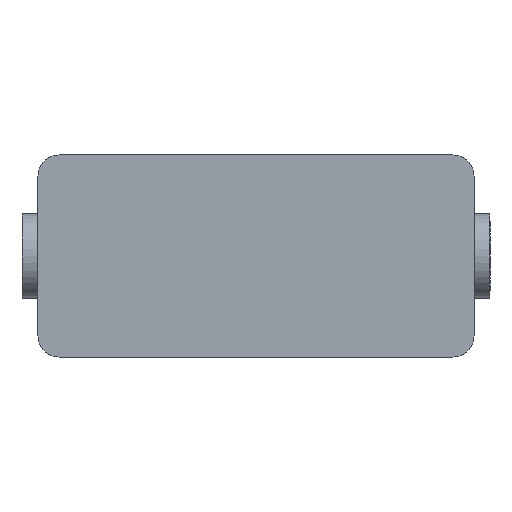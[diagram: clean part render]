
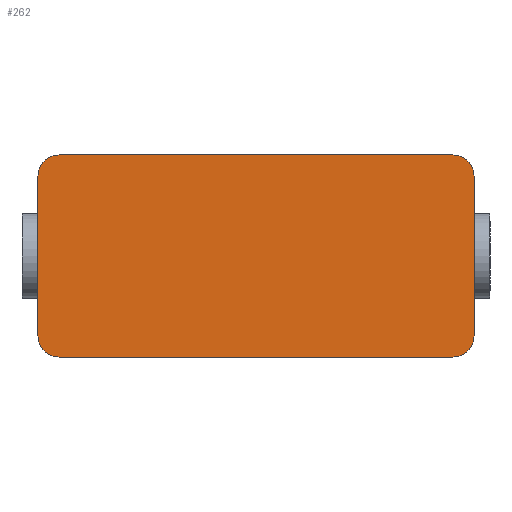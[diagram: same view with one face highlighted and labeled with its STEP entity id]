
A CAD part, front view. The second image highlights one B-rep face of the part: STEP entity #262.
In plain terms, the highlighted planar face has unit normal (0, -1, 0).
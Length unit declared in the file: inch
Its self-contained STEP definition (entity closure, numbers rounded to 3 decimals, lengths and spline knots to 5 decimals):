
#8 = EDGE_CURVE ( 'NONE', #2365, #1229, #581, .T. ) ;
#9 = CARTESIAN_POINT ( 'NONE',  ( -2.5625, 0., 1.1875 ) ) ;
#19 = CARTESIAN_POINT ( 'NONE',  ( -2.5625, 0., -1.1875 ) ) ;
#130 = ORIENTED_EDGE ( 'NONE', *, *, #1473, .T. ) ;
#171 = EDGE_CURVE ( 'NONE', #2945, #1229, #1160, .T. ) ;
#190 = VERTEX_POINT ( 'NONE', #522 ) ;
#193 = CARTESIAN_POINT ( 'NONE',  ( 2.5625, 0., 1.1875 ) ) ;
#262 = ADVANCED_FACE ( 'NONE', ( #3056 ), #2050, .T. ) ;
#348 = VERTEX_POINT ( 'NONE', #2771 ) ;
#383 = DIRECTION ( 'NONE',  ( 0., -1., 0. ) ) ;
#439 = ORIENTED_EDGE ( 'NONE', *, *, #8, .F. ) ;
#460 = EDGE_CURVE ( 'NONE', #2945, #1290, #1809, .T. ) ;
#470 = AXIS2_PLACEMENT_3D ( 'NONE', #1075, #2895, #1340 ) ;
#522 = CARTESIAN_POINT ( 'NONE',  ( -2.5625, 0., 0.9375 ) ) ;
#581 = LINE ( 'NONE', #1020, #3265 ) ;
#620 = CARTESIAN_POINT ( 'NONE',  ( -2.3125, 0., -0.9375 ) ) ;
#658 = VERTEX_POINT ( 'NONE', #3242 ) ;
#671 = EDGE_CURVE ( 'NONE', #2365, #190, #2533, .T. ) ;
#716 = DIRECTION ( 'NONE',  ( 0., 0., -1. ) ) ;
#740 = DIRECTION ( 'NONE',  ( 0., 0., -1. ) ) ;
#772 = DIRECTION ( 'NONE',  ( 0., 0., 1. ) ) ;
#810 = DIRECTION ( 'NONE',  ( -1., 0., 0. ) ) ;
#882 = DIRECTION ( 'NONE',  ( 0., 0., -1. ) ) ;
#1010 = VECTOR ( 'NONE', #810, 39.37008 ) ;
#1020 = CARTESIAN_POINT ( 'NONE',  ( -2.5625, 0., 1.1875 ) ) ;
#1049 = CIRCLE ( 'NONE', #470, 0.25 ) ;
#1075 = CARTESIAN_POINT ( 'NONE',  ( 2.3125, 0., -0.9375 ) ) ;
#1082 = CARTESIAN_POINT ( 'NONE',  ( 2.5625, 0., -0.9375 ) ) ;
#1160 = CIRCLE ( 'NONE', #1374, 0.25 ) ;
#1229 = VERTEX_POINT ( 'NONE', #2210 ) ;
#1267 = EDGE_CURVE ( 'NONE', #1693, #658, #2492, .T. ) ;
#1290 = VERTEX_POINT ( 'NONE', #1082 ) ;
#1340 = DIRECTION ( 'NONE',  ( 0., 0., -1. ) ) ;
#1354 = CARTESIAN_POINT ( 'NONE',  ( 2.3125, 0., 0.9375 ) ) ;
#1374 = AXIS2_PLACEMENT_3D ( 'NONE', #1354, #3171, #2630 ) ;
#1398 = AXIS2_PLACEMENT_3D ( 'NONE', #620, #2456, #882 ) ;
#1473 = EDGE_CURVE ( 'NONE', #1693, #1290, #1049, .T. ) ;
#1674 = LINE ( 'NONE', #9, #2958 ) ;
#1693 = VERTEX_POINT ( 'NONE', #2529 ) ;
#1749 = CARTESIAN_POINT ( 'NONE',  ( -2.5625, 0., -1.1875 ) ) ;
#1790 = CIRCLE ( 'NONE', #1398, 0.25 ) ;
#1809 = LINE ( 'NONE', #193, #2426 ) ;
#1971 = CARTESIAN_POINT ( 'NONE',  ( -2.3125, 0., 0.9375 ) ) ;
#1981 = AXIS2_PLACEMENT_3D ( 'NONE', #1971, #383, #2229 ) ;
#2050 = PLANE ( 'NONE',  #2761 ) ;
#2171 = EDGE_CURVE ( 'NONE', #348, #190, #1674, .T. ) ;
#2210 = CARTESIAN_POINT ( 'NONE',  ( 2.3125, 0., 1.1875 ) ) ;
#2229 = DIRECTION ( 'NONE',  ( 0., 0., -1. ) ) ;
#2287 = ORIENTED_EDGE ( 'NONE', *, *, #2171, .F. ) ;
#2298 = ORIENTED_EDGE ( 'NONE', *, *, #1267, .F. ) ;
#2329 = DIRECTION ( 'NONE',  ( 1., 0., 0. ) ) ;
#2365 = VERTEX_POINT ( 'NONE', #3204 ) ;
#2426 = VECTOR ( 'NONE', #740, 39.37008 ) ;
#2428 = EDGE_CURVE ( 'NONE', #348, #658, #1790, .T. ) ;
#2456 = DIRECTION ( 'NONE',  ( 0., -1., 0. ) ) ;
#2492 = LINE ( 'NONE', #19, #1010 ) ;
#2529 = CARTESIAN_POINT ( 'NONE',  ( 2.3125, 0., -1.1875 ) ) ;
#2533 = CIRCLE ( 'NONE', #1981, 0.25 ) ;
#2630 = DIRECTION ( 'NONE',  ( 0., 0., -1. ) ) ;
#2656 = ORIENTED_EDGE ( 'NONE', *, *, #460, .F. ) ;
#2761 = AXIS2_PLACEMENT_3D ( 'NONE', #1749, #3322, #716 ) ;
#2771 = CARTESIAN_POINT ( 'NONE',  ( -2.5625, 0., -0.9375 ) ) ;
#2854 = ORIENTED_EDGE ( 'NONE', *, *, #2428, .T. ) ;
#2895 = DIRECTION ( 'NONE',  ( 0., -1., 0. ) ) ;
#2945 = VERTEX_POINT ( 'NONE', #3331 ) ;
#2947 = ORIENTED_EDGE ( 'NONE', *, *, #171, .T. ) ;
#2958 = VECTOR ( 'NONE', #772, 39.37008 ) ;
#3019 = ORIENTED_EDGE ( 'NONE', *, *, #671, .T. ) ;
#3056 = FACE_OUTER_BOUND ( 'NONE', #3164, .T. ) ;
#3164 = EDGE_LOOP ( 'NONE', ( #439, #3019, #2287, #2854, #2298, #130, #2656, #2947 ) ) ;
#3171 = DIRECTION ( 'NONE',  ( 0., -1., 0. ) ) ;
#3204 = CARTESIAN_POINT ( 'NONE',  ( -2.3125, 0., 1.1875 ) ) ;
#3242 = CARTESIAN_POINT ( 'NONE',  ( -2.3125, 0., -1.1875 ) ) ;
#3265 = VECTOR ( 'NONE', #2329, 39.37008 ) ;
#3322 = DIRECTION ( 'NONE',  ( 0., -1., 0. ) ) ;
#3331 = CARTESIAN_POINT ( 'NONE',  ( 2.5625, 0., 0.9375 ) ) ;
